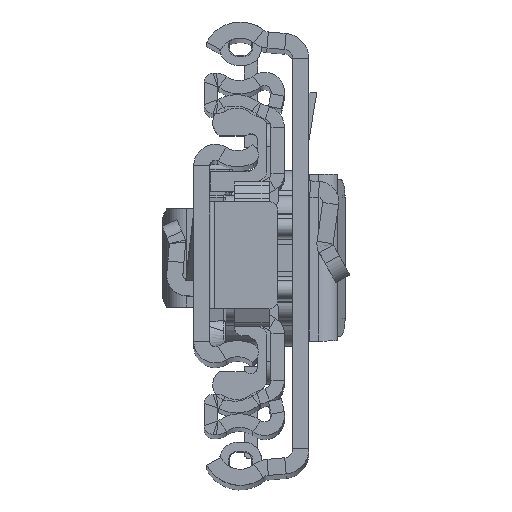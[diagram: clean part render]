
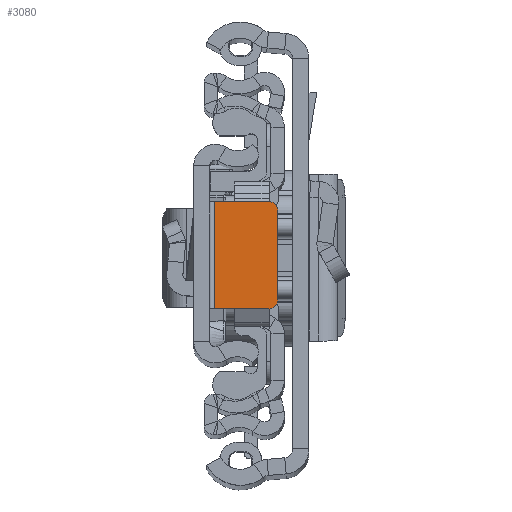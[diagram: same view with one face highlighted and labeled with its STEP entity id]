
A CAD part, top view. The second image highlights one B-rep face of the part: STEP entity #3080.
In plain terms, the highlighted planar face has unit normal (0, 0, 1).
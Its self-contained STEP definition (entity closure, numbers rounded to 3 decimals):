
#754 = CARTESIAN_POINT ( 'NONE',  ( 0., 0., -6.8 ) ) ;
#1197 = FACE_OUTER_BOUND ( 'NONE', #11507, .T. ) ;
#1219 = CARTESIAN_POINT ( 'NONE',  ( -2.3, 6.151, -6.8 ) ) ;
#1374 = LINE ( 'NONE', #1219, #16332 ) ;
#1409 = VERTEX_POINT ( 'NONE', #5984 ) ;
#1733 = VERTEX_POINT ( 'NONE', #2556 ) ;
#2556 = CARTESIAN_POINT ( 'NONE',  ( -2.3, 6.151, -6.8 ) ) ;
#2761 = DIRECTION ( 'NONE',  ( -1., 0., 0. ) ) ;
#3080 = ADVANCED_FACE ( 'NONE', ( #1197 ), #26459, .T. ) ;
#3366 = CARTESIAN_POINT ( 'NONE',  ( -9.4, 6.151, -6.8 ) ) ;
#3624 = DIRECTION ( 'NONE',  ( 0., -1., 0. ) ) ;
#3676 = VECTOR ( 'NONE', #19322, 1000. ) ;
#4584 = AXIS2_PLACEMENT_3D ( 'NONE', #28511, #21021, #28225 ) ;
#5407 = CIRCLE ( 'NONE', #5879, 1. ) ;
#5879 = AXIS2_PLACEMENT_3D ( 'NONE', #7913, #7774, #16995 ) ;
#5984 = CARTESIAN_POINT ( 'NONE',  ( -9.4, 5.151, -6.8 ) ) ;
#6445 = VERTEX_POINT ( 'NONE', #22390 ) ;
#7617 = LINE ( 'NONE', #19431, #10962 ) ;
#7774 = DIRECTION ( 'NONE',  ( 0., 0., 1. ) ) ;
#7856 = ORIENTED_EDGE ( 'NONE', *, *, #8445, .F. ) ;
#7913 = CARTESIAN_POINT ( 'NONE',  ( -8.4, -4.849, -6.8 ) ) ;
#8195 = DIRECTION ( 'NONE',  ( 1., 0., 0. ) ) ;
#8445 = EDGE_CURVE ( 'NONE', #11104, #22176, #12327, .T. ) ;
#8945 = EDGE_CURVE ( 'NONE', #10456, #22176, #5407, .T. ) ;
#10070 = CARTESIAN_POINT ( 'NONE',  ( -9.4, -5.849, -6.8 ) ) ;
#10456 = VERTEX_POINT ( 'NONE', #27042 ) ;
#10962 = VECTOR ( 'NONE', #26473, 1000. ) ;
#11104 = VERTEX_POINT ( 'NONE', #26592 ) ;
#11507 = EDGE_LOOP ( 'NONE', ( #22389, #16866, #7856, #15148, #21510, #13407 ) ) ;
#12327 = LINE ( 'NONE', #10070, #19896 ) ;
#13407 = ORIENTED_EDGE ( 'NONE', *, *, #23387, .T. ) ;
#15148 = ORIENTED_EDGE ( 'NONE', *, *, #18838, .F. ) ;
#16332 = VECTOR ( 'NONE', #3624, 1000. ) ;
#16866 = ORIENTED_EDGE ( 'NONE', *, *, #8945, .T. ) ;
#16995 = DIRECTION ( 'NONE',  ( 1., 0., 0. ) ) ;
#17656 = CIRCLE ( 'NONE', #4584, 1. ) ;
#17763 = EDGE_CURVE ( 'NONE', #6445, #1733, #7617, .T. ) ;
#18363 = EDGE_CURVE ( 'NONE', #10456, #1409, #24230, .T. ) ;
#18838 = EDGE_CURVE ( 'NONE', #1733, #11104, #1374, .T. ) ;
#19322 = DIRECTION ( 'NONE',  ( 0., 1., 0. ) ) ;
#19431 = CARTESIAN_POINT ( 'NONE',  ( -1.8, 6.151, -6.8 ) ) ;
#19896 = VECTOR ( 'NONE', #2761, 1000. ) ;
#21021 = DIRECTION ( 'NONE',  ( 0., 0., 1. ) ) ;
#21510 = ORIENTED_EDGE ( 'NONE', *, *, #17763, .F. ) ;
#21941 = CARTESIAN_POINT ( 'NONE',  ( -8.4, -5.849, -6.8 ) ) ;
#22176 = VERTEX_POINT ( 'NONE', #21941 ) ;
#22389 = ORIENTED_EDGE ( 'NONE', *, *, #18363, .F. ) ;
#22390 = CARTESIAN_POINT ( 'NONE',  ( -8.4, 6.151, -6.8 ) ) ;
#23387 = EDGE_CURVE ( 'NONE', #6445, #1409, #17656, .T. ) ;
#24230 = LINE ( 'NONE', #3366, #3676 ) ;
#26459 = PLANE ( 'NONE',  #29164 ) ;
#26473 = DIRECTION ( 'NONE',  ( 1., 0., 0. ) ) ;
#26592 = CARTESIAN_POINT ( 'NONE',  ( -2.3, -5.849, -6.8 ) ) ;
#27042 = CARTESIAN_POINT ( 'NONE',  ( -9.4, -4.849, -6.8 ) ) ;
#28225 = DIRECTION ( 'NONE',  ( 1., 0., 0. ) ) ;
#28511 = CARTESIAN_POINT ( 'NONE',  ( -8.4, 5.151, -6.8 ) ) ;
#28888 = DIRECTION ( 'NONE',  ( 0., 0., 1. ) ) ;
#29164 = AXIS2_PLACEMENT_3D ( 'NONE', #754, #28888, #8195 ) ;
